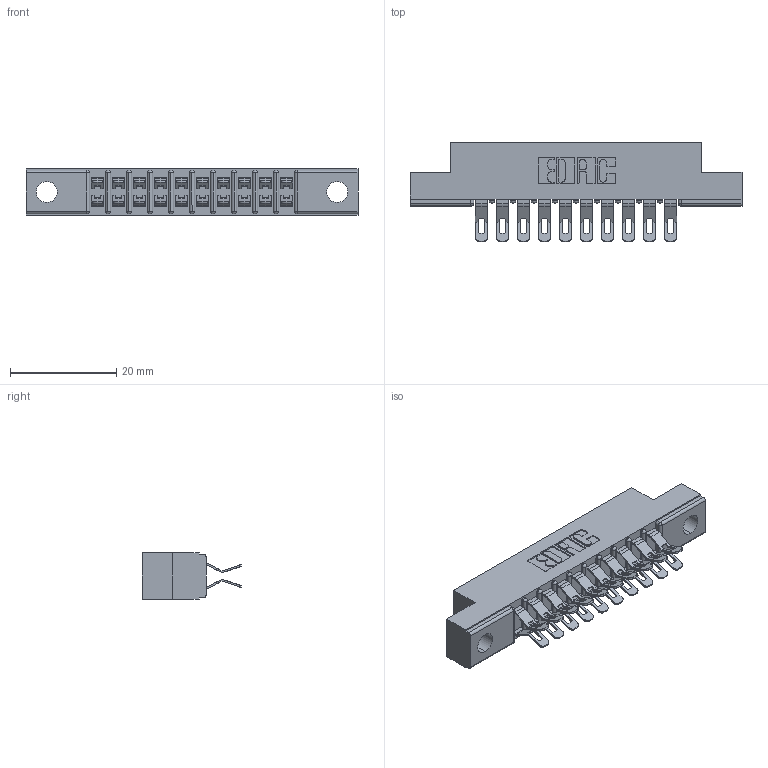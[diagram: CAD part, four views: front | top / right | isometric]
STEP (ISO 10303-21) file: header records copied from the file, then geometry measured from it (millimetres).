
FILE_DESCRIPTION (( 'STEP AP203' ), '1' );
FILE_NAME ('357-020-555-204.STEP', '2019-09-17T20:40:22', ( '' ), ( '' ), 'SwSTEP 2.0', 'SolidWorks 2016', '' );
FILE_SCHEMA (( 'CONFIG_CONTROL_DESIGN' ));
Length unit declared in the file: inch
Products named in the file (3): 307-290-001_555; 357-020-555-204; 307 Part_.156 Dia Mounting Holes
Assembly tree (21 placements, depth 2):
  357-020-555-204
    307 Part_.156 Dia Mounting Holes
    307-290-001_555  x20
Bounding box: 62.64 x 18.75 x 8.71 mm (x, y, z)
Volume: 4052.1 mm3; surface area: 6748.7 mm2
Topology: 21 solids, 21 shells, 1363 faces, 3979 edges, 2594 vertices
Faces by surface type: plane 764, cylinder 577, sphere 22
Entity records: 13793 total; most frequent: CARTESIAN_POINT 2276, ORIENTED_EDGE 2252, DIRECTION 2242, EDGE_CURVE 1126, LINE 846, VECTOR 846, VERTEX_POINT 732, AXIS2_PLACEMENT_3D 698
